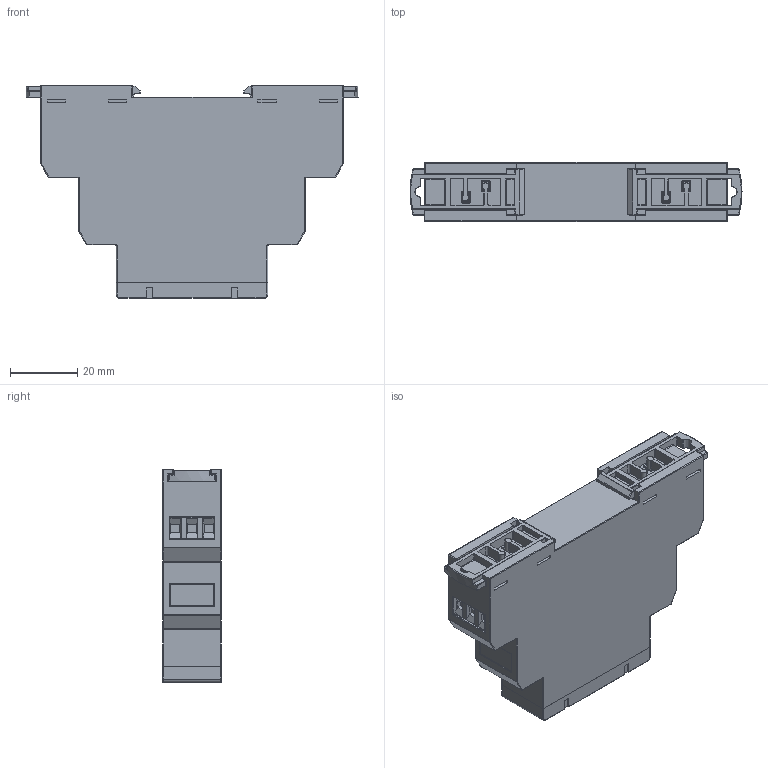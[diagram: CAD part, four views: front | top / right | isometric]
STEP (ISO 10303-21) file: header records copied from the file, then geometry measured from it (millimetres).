
FILE_DESCRIPTION (( 'STEP AP214' ), '1' );
FILE_NAME ('MT-TUA.STEP', '2014-09-16T12:34:13', ( '' ), ( '' ), 'SwSTEP 2.0', 'SolidWorks 2012', '' );
FILE_SCHEMA (( 'AUTOMOTIVE_DESIGN' ));
Length unit declared in the file: millimetre
Products named in the file (3): T4NW-2000 Zaczep na szynê DIN; MT-TUA
Assembly tree (3 placements, depth 2):
  MT-TUA
    MT-TUA
    T4NW-2000 Zaczep na szynê DIN  x2
Bounding box: 98.73 x 17.5 x 63.5 mm (x, y, z)
Volume: 75457.2 mm3; surface area: 18445.2 mm2
Topology: 3 solids, 3 shells, 854 faces, 2082 edges, 1257 vertices
Faces by surface type: plane 409, cylinder 286, torus 64, sphere 59, bspline 24, cone 12
Entity records: 27710 total; most frequent: CARTESIAN_POINT 4307, ORIENTED_EDGE 3506, DIRECTION 3504, EDGE_CURVE 1753, AXIS2_PLACEMENT_3D 1186, LINE 1132, VECTOR 1132, VERTEX_POINT 1075
